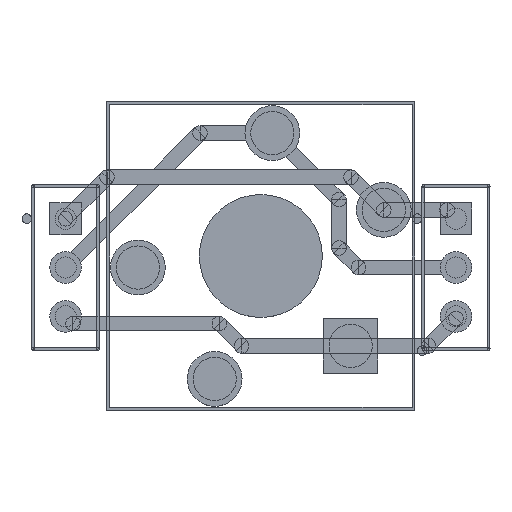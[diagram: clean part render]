
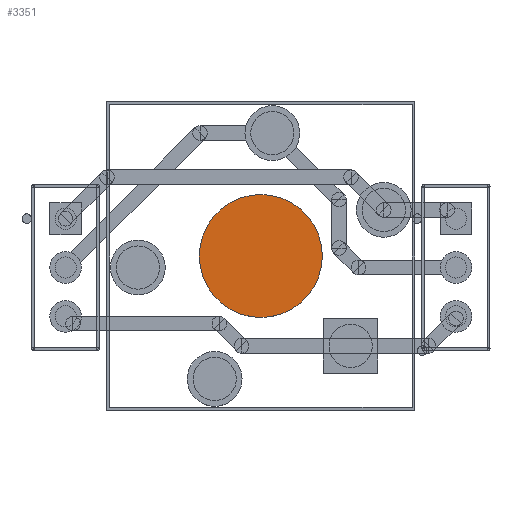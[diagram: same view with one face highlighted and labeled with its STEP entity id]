
A CAD part, top view. The second image highlights one B-rep face of the part: STEP entity #3351.
In plain terms, the highlighted planar face has unit normal (0, 0, 1).
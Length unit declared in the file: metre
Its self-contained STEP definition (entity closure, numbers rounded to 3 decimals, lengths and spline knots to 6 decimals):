
#3351 = ADVANCED_FACE( '', ( #6009 ), #6010, .F. );
#4005 = EDGE_CURVE( '', #6956, #6956, #6957, .T. );
#6009 = FACE_OUTER_BOUND( '', #8944, .T. );
#6010 = PLANE( '', #8945 );
#6956 = VERTEX_POINT( '', #10205 );
#6957 = CIRCLE( '', #10206, 0.0032 );
#8944 = EDGE_LOOP( '', ( #12346 ) );
#8945 = AXIS2_PLACEMENT_3D( '', #12347, #12348, #12349 );
#10205 = CARTESIAN_POINT( '', ( 0.012269, 0.008347, 0.000001 ) );
#10206 = AXIS2_PLACEMENT_3D( '', #13588, #13589, #13590 );
#12346 = ORIENTED_EDGE( '', *, *, #4005, .F. );
#12347 = CARTESIAN_POINT( '', ( 0.015469, 0.008347, 0. ) );
#12348 = DIRECTION( '', ( 0., 0., -1. ) );
#12349 = DIRECTION( '', ( 0., -1., 0. ) );
#13588 = CARTESIAN_POINT( '', ( 0.015469, 0.008347, 0.000001 ) );
#13589 = DIRECTION( '', ( 0., 0., -1. ) );
#13590 = DIRECTION( '', ( -1., 0., 0. ) );
